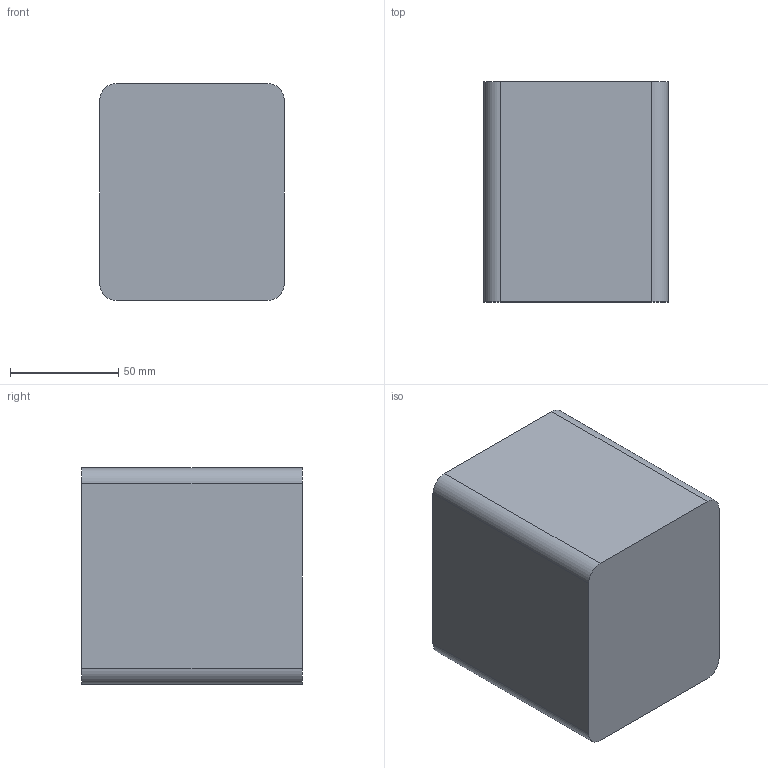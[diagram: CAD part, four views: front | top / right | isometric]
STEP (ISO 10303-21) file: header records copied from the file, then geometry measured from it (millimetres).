
FILE_DESCRIPTION (( 'STEP AP214' ), '1' );
FILE_NAME ('Pen and Reciept Holder fixed.STEP', '2025-11-25T22:44:31', ( '' ), ( '' ), 'SwSTEP 2.0', 'SolidWorks 2022', '' );
FILE_SCHEMA (( 'AUTOMOTIVE_DESIGN' ));
Length unit declared in the file: millimetre
Products named in the file (1): Pen and Reciept Holder fixed
Bounding box: 85 x 101.6 x 100 mm (x, y, z)
Volume: 281366.1 mm3; surface area: 99504.7 mm2
Topology: 1 solids, 1 shells, 204 faces, 543 edges, 362 vertices
Faces by surface type: bspline 102, plane 98, cylinder 4
Entity records: 10709 total; most frequent: CARTESIAN_POINT 6284, ORIENTED_EDGE 1086, DIRECTION 553, EDGE_CURVE 543, VERTEX_POINT 362, VECTOR 331, LINE 331, EDGE_LOOP 225
